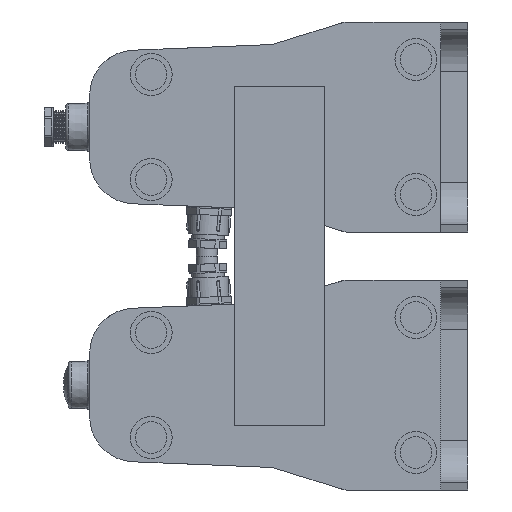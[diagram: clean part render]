
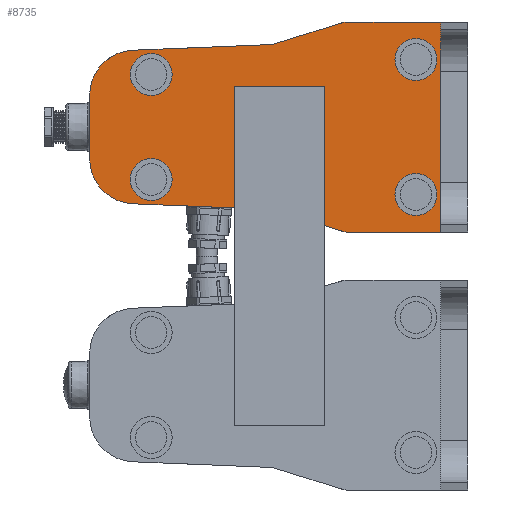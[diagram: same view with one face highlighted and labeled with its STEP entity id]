
A CAD part, front view. The second image highlights one B-rep face of the part: STEP entity #8735.
In plain terms, the highlighted planar face has unit normal (0, -1, 0).
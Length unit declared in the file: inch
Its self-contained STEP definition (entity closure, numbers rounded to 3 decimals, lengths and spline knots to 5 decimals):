
#75 = DIRECTION ( 'NONE',  ( 1., 0., 0. ) ) ;
#198 = EDGE_CURVE ( 'NONE', #30095, #12198, #42680, .T. ) ;
#370 = VERTEX_POINT ( 'NONE', #31572 ) ;
#596 = CARTESIAN_POINT ( 'NONE',  ( -9.92126, 0., 8.74016 ) ) ;
#1980 = CARTESIAN_POINT ( 'NONE',  ( -0.70866, 0., 4.01575 ) ) ;
#1989 = VERTEX_POINT ( 'NONE', #14130 ) ;
#2156 = CARTESIAN_POINT ( 'NONE',  ( -9.92126, 0., 4.01575 ) ) ;
#2186 = DIRECTION ( 'NONE',  ( 0., 0., 1. ) ) ;
#2338 = ORIENTED_EDGE ( 'NONE', *, *, #4391, .T. ) ;
#2400 = AXIS2_PLACEMENT_3D ( 'NONE', #3888, #27909, #7373 ) ;
#2612 = VECTOR ( 'NONE', #38340, 39.37008 ) ;
#3339 = DIRECTION ( 'NONE',  ( 0., 0., 1. ) ) ;
#3657 = LINE ( 'NONE', #41322, #20829 ) ;
#3688 = CIRCLE ( 'NONE', #24136, 0.3937 ) ;
#3888 = CARTESIAN_POINT ( 'NONE',  ( -3.1748, 0., 9.13386 ) ) ;
#3895 = VERTEX_POINT ( 'NONE', #30518 ) ;
#3913 = ORIENTED_EDGE ( 'NONE', *, *, #37438, .F. ) ;
#4391 = EDGE_CURVE ( 'NONE', #16989, #3895, #28345, .T. ) ;
#4500 = EDGE_CURVE ( 'NONE', #1989, #9060, #20863, .T. ) ;
#4704 = EDGE_LOOP ( 'NONE', ( #39055, #33807, #24582, #19930, #13064, #31251, #2338, #8510, #36808, #25520, #3913, #6432 ) ) ;
#5107 = LINE ( 'NONE', #2156, #22275 ) ;
#5540 = LINE ( 'NONE', #42880, #23816 ) ;
#6398 = LINE ( 'NONE', #30326, #23581 ) ;
#6432 = ORIENTED_EDGE ( 'NONE', *, *, #44623, .T. ) ;
#7373 = DIRECTION ( 'NONE',  ( 0., 0., 1. ) ) ;
#8510 = ORIENTED_EDGE ( 'NONE', *, *, #26783, .T. ) ;
#8735 = ADVANCED_FACE ( 'NONE', ( #33086 ), #34920, .F. ) ;
#9060 = VERTEX_POINT ( 'NONE', #16111 ) ;
#9132 = CARTESIAN_POINT ( 'NONE',  ( -3.1748, 0., 4.01575 ) ) ;
#9401 = AXIS2_PLACEMENT_3D ( 'NONE', #43424, #22766, #2186 ) ;
#9921 = VERTEX_POINT ( 'NONE', #1980 ) ;
#11011 = DIRECTION ( 'NONE',  ( 0., 1., 0. ) ) ;
#11706 = CARTESIAN_POINT ( 'NONE',  ( -3.29262, 0., 4.03379 ) ) ;
#12198 = VERTEX_POINT ( 'NONE', #11706 ) ;
#12376 = DIRECTION ( 'NONE',  ( 0.999, 0., -0.041 ) ) ;
#13043 = DIRECTION ( 'NONE',  ( 0., -1., 0. ) ) ;
#13064 = ORIENTED_EDGE ( 'NONE', *, *, #30156, .T. ) ;
#13151 = VERTEX_POINT ( 'NONE', #43050 ) ;
#14130 = CARTESIAN_POINT ( 'NONE',  ( -5.11811, 0., 8.93701 ) ) ;
#16111 = CARTESIAN_POINT ( 'NONE',  ( -8.78852, 0., 8.78658 ) ) ;
#16272 = VERTEX_POINT ( 'NONE', #43030 ) ;
#16816 = DIRECTION ( 'NONE',  ( 0., 0., 1. ) ) ;
#16989 = VERTEX_POINT ( 'NONE', #30718 ) ;
#18426 = DIRECTION ( 'NONE',  ( -0.954, 0., -0.299 ) ) ;
#19044 = AXIS2_PLACEMENT_3D ( 'NONE', #31604, #11011, #35066 ) ;
#19930 = ORIENTED_EDGE ( 'NONE', *, *, #4500, .T. ) ;
#20262 = CIRCLE ( 'NONE', #2400, 0.3937 ) ;
#20333 = EDGE_CURVE ( 'NONE', #370, #1989, #24638, .T. ) ;
#20464 = LINE ( 'NONE', #29493, #37699 ) ;
#20467 = EDGE_CURVE ( 'NONE', #12198, #28612, #3688, .T. ) ;
#20829 = VECTOR ( 'NONE', #75, 39.37008 ) ;
#20863 = LINE ( 'NONE', #596, #2612 ) ;
#21877 = CARTESIAN_POINT ( 'NONE',  ( -5.11811, 0., 8.93701 ) ) ;
#21902 = CARTESIAN_POINT ( 'NONE',  ( -9.92126, 0., 7.60647 ) ) ;
#22201 = DIRECTION ( 'NONE',  ( 0., 0., 1. ) ) ;
#22275 = VECTOR ( 'NONE', #29631, 39.37008 ) ;
#22766 = DIRECTION ( 'NONE',  ( 0., -1., 0. ) ) ;
#23568 = VECTOR ( 'NONE', #18426, 39.37008 ) ;
#23581 = VECTOR ( 'NONE', #16816, 39.37008 ) ;
#23793 = CARTESIAN_POINT ( 'NONE',  ( -5.11811, 0., 4.6063 ) ) ;
#23816 = VECTOR ( 'NONE', #22201, 39.37008 ) ;
#23926 = DIRECTION ( 'NONE',  ( 0., -1., 0. ) ) ;
#24136 = AXIS2_PLACEMENT_3D ( 'NONE', #33622, #13043, #37067 ) ;
#24582 = ORIENTED_EDGE ( 'NONE', *, *, #20333, .T. ) ;
#24638 = LINE ( 'NONE', #21877, #23568 ) ;
#25492 = CIRCLE ( 'NONE', #9401, 1.1811 ) ;
#25520 = ORIENTED_EDGE ( 'NONE', *, *, #20467, .T. ) ;
#25667 = EDGE_CURVE ( 'NONE', #16989, #27995, #5540, .T. ) ;
#26783 = EDGE_CURVE ( 'NONE', #3895, #30095, #20464, .T. ) ;
#27214 = DIRECTION ( 'NONE',  ( 0.954, 0., -0.299 ) ) ;
#27909 = DIRECTION ( 'NONE',  ( 0., -1., 0. ) ) ;
#27995 = VERTEX_POINT ( 'NONE', #21902 ) ;
#28345 = CIRCLE ( 'NONE', #34961, 1.1811 ) ;
#28612 = VERTEX_POINT ( 'NONE', #9132 ) ;
#28853 = EDGE_CURVE ( 'NONE', #16272, #13151, #3657, .T. ) ;
#29493 = CARTESIAN_POINT ( 'NONE',  ( -9.92126, 0., 4.80315 ) ) ;
#29631 = DIRECTION ( 'NONE',  ( -1., 0., 0. ) ) ;
#30095 = VERTEX_POINT ( 'NONE', #31807 ) ;
#30156 = EDGE_CURVE ( 'NONE', #9060, #27995, #25492, .T. ) ;
#30326 = CARTESIAN_POINT ( 'NONE',  ( -0.70866, 0., 9.52756 ) ) ;
#30518 = CARTESIAN_POINT ( 'NONE',  ( -8.78852, 0., 4.75673 ) ) ;
#30718 = CARTESIAN_POINT ( 'NONE',  ( -9.92126, 0., 5.93684 ) ) ;
#31251 = ORIENTED_EDGE ( 'NONE', *, *, #25667, .F. ) ;
#31572 = CARTESIAN_POINT ( 'NONE',  ( -3.29262, 0., 9.50952 ) ) ;
#31604 = CARTESIAN_POINT ( 'NONE',  ( 0., 0., 9.52756 ) ) ;
#31807 = CARTESIAN_POINT ( 'NONE',  ( -5.11811, 0., 4.6063 ) ) ;
#33086 = FACE_OUTER_BOUND ( 'NONE', #4704, .T. ) ;
#33487 = VECTOR ( 'NONE', #27214, 39.37008 ) ;
#33622 = CARTESIAN_POINT ( 'NONE',  ( -3.1748, 0., 4.40945 ) ) ;
#33807 = ORIENTED_EDGE ( 'NONE', *, *, #39206, .T. ) ;
#34920 = PLANE ( 'NONE',  #19044 ) ;
#34961 = AXIS2_PLACEMENT_3D ( 'NONE', #44552, #23926, #3339 ) ;
#35066 = DIRECTION ( 'NONE',  ( 0., 0., 1. ) ) ;
#36808 = ORIENTED_EDGE ( 'NONE', *, *, #198, .T. ) ;
#37067 = DIRECTION ( 'NONE',  ( 0., 0., 1. ) ) ;
#37438 = EDGE_CURVE ( 'NONE', #9921, #28612, #5107, .T. ) ;
#37699 = VECTOR ( 'NONE', #12376, 39.37008 ) ;
#38340 = DIRECTION ( 'NONE',  ( -0.999, 0., -0.041 ) ) ;
#39055 = ORIENTED_EDGE ( 'NONE', *, *, #28853, .F. ) ;
#39206 = EDGE_CURVE ( 'NONE', #16272, #370, #20262, .T. ) ;
#41322 = CARTESIAN_POINT ( 'NONE',  ( -9.92126, 0., 9.52756 ) ) ;
#42680 = LINE ( 'NONE', #23793, #33487 ) ;
#42880 = CARTESIAN_POINT ( 'NONE',  ( -9.92126, 0., 4.01575 ) ) ;
#43030 = CARTESIAN_POINT ( 'NONE',  ( -3.1748, 0., 9.52756 ) ) ;
#43050 = CARTESIAN_POINT ( 'NONE',  ( -0.70866, 0., 9.52756 ) ) ;
#43424 = CARTESIAN_POINT ( 'NONE',  ( -8.74016, 0., 7.60647 ) ) ;
#44552 = CARTESIAN_POINT ( 'NONE',  ( -8.74016, 0., 5.93684 ) ) ;
#44623 = EDGE_CURVE ( 'NONE', #9921, #13151, #6398, .T. ) ;
